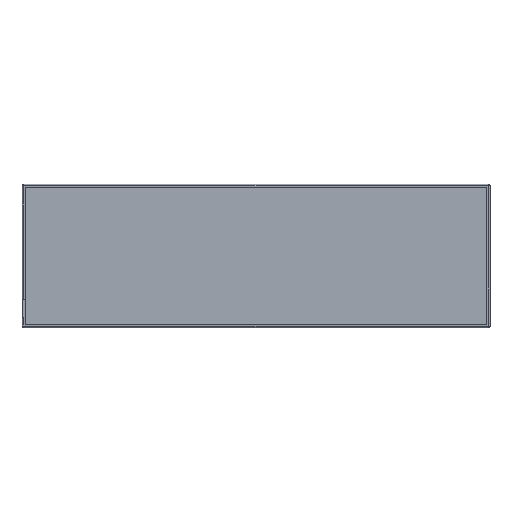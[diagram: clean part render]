
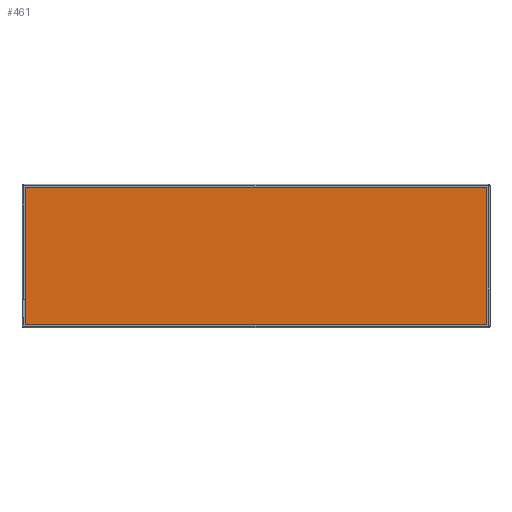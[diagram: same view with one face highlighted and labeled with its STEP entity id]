
A CAD part, top view. The second image highlights one B-rep face of the part: STEP entity #461.
In plain terms, the highlighted planar face has unit normal (0, 0, 1).
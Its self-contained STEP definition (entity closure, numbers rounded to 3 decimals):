
#32=PLANE('',#521);
#65=LINE('',#768,#110);
#73=LINE('',#785,#118);
#76=LINE('',#789,#121);
#77=LINE('',#791,#122);
#110=VECTOR('',#633,10.);
#118=VECTOR('',#649,10.);
#121=VECTOR('',#654,10.);
#122=VECTOR('',#657,10.);
#158=FACE_OUTER_BOUND('',#185,.T.);
#185=EDGE_LOOP('',(#427,#428,#429,#430));
#235=VERTEX_POINT('',#765);
#236=VERTEX_POINT('',#767);
#240=VERTEX_POINT('',#783);
#241=VERTEX_POINT('',#784);
#292=EDGE_CURVE('',#235,#236,#65,.T.);
#300=EDGE_CURVE('',#240,#241,#73,.T.);
#303=EDGE_CURVE('',#236,#240,#76,.T.);
#304=EDGE_CURVE('',#241,#235,#77,.T.);
#427=ORIENTED_EDGE('',*,*,#304,.F.);
#428=ORIENTED_EDGE('',*,*,#300,.F.);
#429=ORIENTED_EDGE('',*,*,#303,.F.);
#430=ORIENTED_EDGE('',*,*,#292,.F.);
#461=ADVANCED_FACE('',(#158),#32,.T.);
#521=AXIS2_PLACEMENT_3D('',#793,#660,#661);
#633=DIRECTION('',(0.,1.,0.));
#649=DIRECTION('',(0.,-1.,0.));
#654=DIRECTION('',(1.,0.,0.));
#657=DIRECTION('',(-1.,0.,0.));
#660=DIRECTION('center_axis',(0.,0.,1.));
#661=DIRECTION('ref_axis',(1.,0.,0.));
#765=CARTESIAN_POINT('',(-221.524,-43.964,0.));
#767=CARTESIAN_POINT('',(-221.524,84.446,0.));
#768=CARTESIAN_POINT('',(-221.524,-43.964,0.));
#783=CARTESIAN_POINT('',(211.456,84.446,0.));
#784=CARTESIAN_POINT('',(211.456,-43.964,0.));
#785=CARTESIAN_POINT('',(211.456,84.446,0.));
#789=CARTESIAN_POINT('',(-221.524,84.446,0.));
#791=CARTESIAN_POINT('',(211.456,-43.964,0.));
#793=CARTESIAN_POINT('Origin',(-5.034,20.241,0.));
